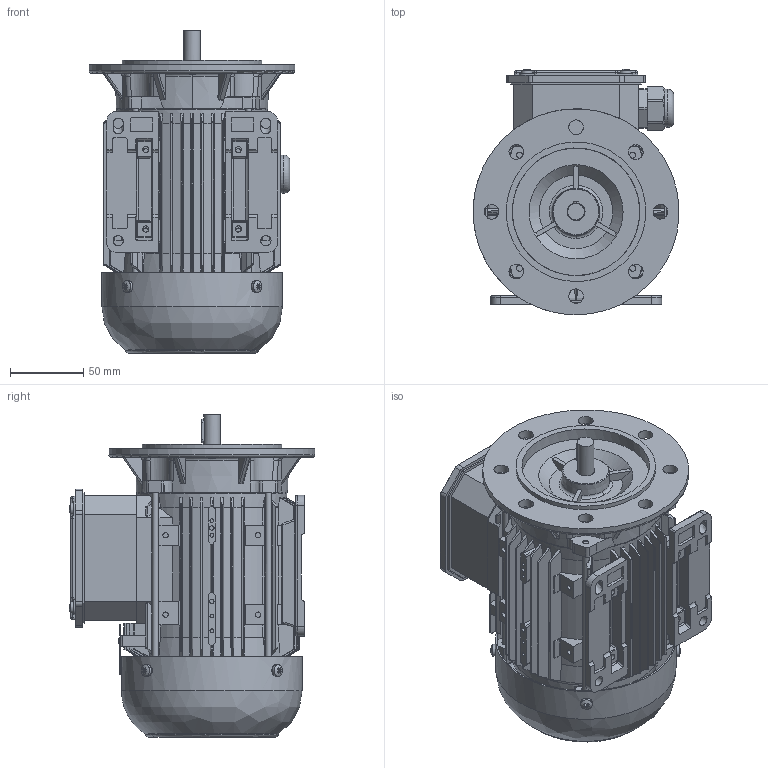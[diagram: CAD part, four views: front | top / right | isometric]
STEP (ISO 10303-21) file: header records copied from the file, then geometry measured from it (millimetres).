
FILE_DESCRIPTION(/* description */ (''),/* implementation_level */ '2;1');
FILE_NAME(/* name */ '(QE series) 63_B35.stp',/* time_stamp */ '2024-07-30T09:18:46+03:00',/* author */ (''),/* organization */ (''),/* preprocessor_version */ 'ST-DEVELOPER v18.102',/* originating_system */ 'SIEMENS PLM Software NX2206.8101',/* authorisation */ '');
FILE_SCHEMA (('AP203_CONFIGURATION_CONTROLLED_3D_DESIGN_OF_MECHANICAL_PARTS_AND_ASSEMBLIES_MIM_LF { 1 0 10303 403 2 1 2}'));
Products named in the file (1): _QE series_ 63_B35_stp_objects
Bounding box: 140.04 x 167.2 x 219.53 mm (x, y, z)
Surface area: 255766.1 mm2 (no closed solid volume)
Topology: 0 solids, 22 shells, 1589 faces, 5043 edges, 3410 vertices
Faces by surface type: plane 813, cylinder 504, cone 111, torus 82, bspline 63, sphere 16
Full cylindrical faces by diameter (mm): 2.5 x8, 3 x4, 3.65 x8, 3.666 x1, 3.709 x1, 4 x8, 4.2 x4, 7 x2, 8 x9, 10 x8, 11.2 x2, 14.5 x1, 19 x1, 26 x1, 95 x1, 121 x1, 123 x1, 140.2 x1
Entity records: 55690 total; most frequent: CARTESIAN_POINT 23537, ORIENTED_EDGE 8812, EDGE_CURVE 5030, B_SPLINE_CURVE_WITH_KNOTS 3469, VERTEX_POINT 3401, DIRECTION 3054, EDGE_LOOP 1712, ADVANCED_FACE 1589
